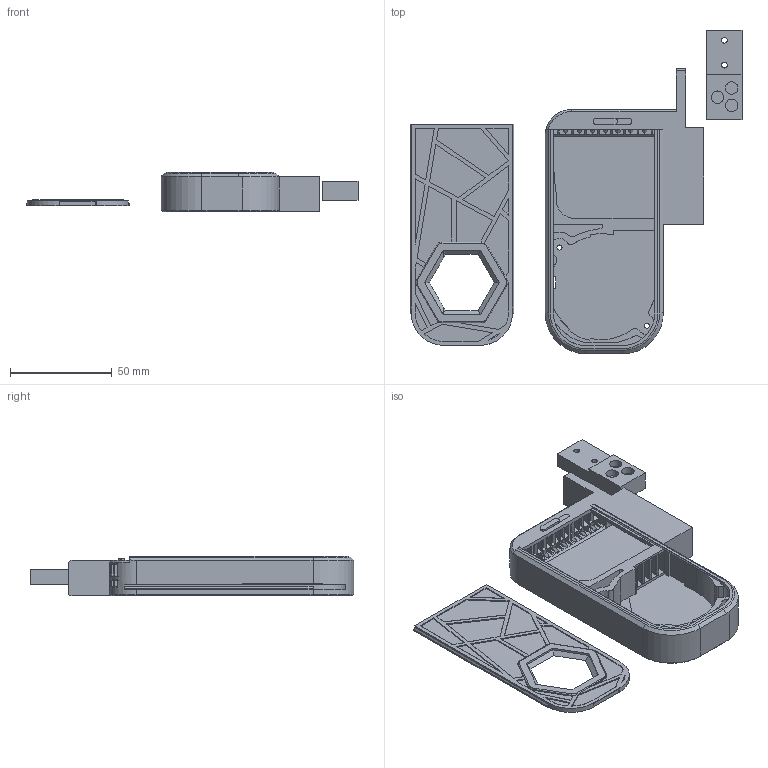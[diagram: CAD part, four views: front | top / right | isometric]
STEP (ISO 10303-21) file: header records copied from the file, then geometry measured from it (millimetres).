
FILE_DESCRIPTION(/* description */ (''),/* implementation_level */ '2;1');
FILE_NAME(/* name */ 'Single Fan Fixed Mount.step',/* time_stamp */ '2026-02-01T14:57:37-08:00',/* author */ (''),/* organization */ (''),/* preprocessor_version */ 'ST-DEVELOPER v20.1',/* originating_system */ 'Autodesk Translation Framework v14.21.0.0',/* authorisation */ '');
FILE_SCHEMA (('AUTOMOTIVE_DESIGN { 1 0 10303 214 3 1 1 }'));
Length unit declared in the file: millimetre
Products named in the file (1): Single Fan v3 Non Magnetic
Bounding box: 163.23 x 159 x 19.25 mm (x, y, z)
Volume: 68459.6 mm3; surface area: 52980.7 mm2
Topology: 3 solids, 5 shells, 726 faces, 1954 edges, 1186 vertices
Faces by surface type: plane 610, cylinder 94, cone 16, torus 6
Full cylindrical faces by diameter (mm): 2.5 x2, 2.8 x2, 6.1 x6
Entity records: 22251 total; most frequent: CARTESIAN_POINT 3914, ORIENTED_EDGE 3908, DIRECTION 3630, EDGE_CURVE 1954, LINE 1694, VECTOR 1694, VERTEX_POINT 1186, AXIS2_PLACEMENT_3D 968
